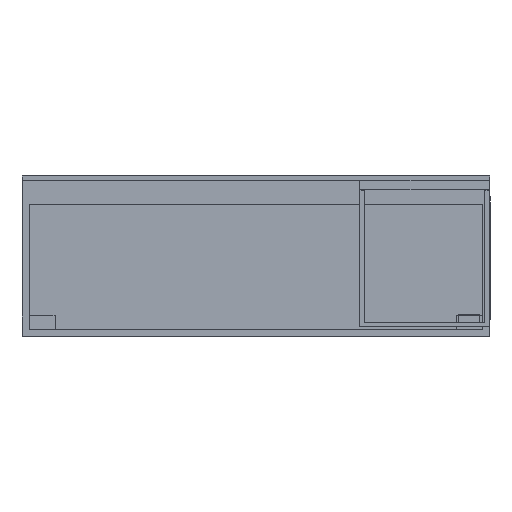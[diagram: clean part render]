
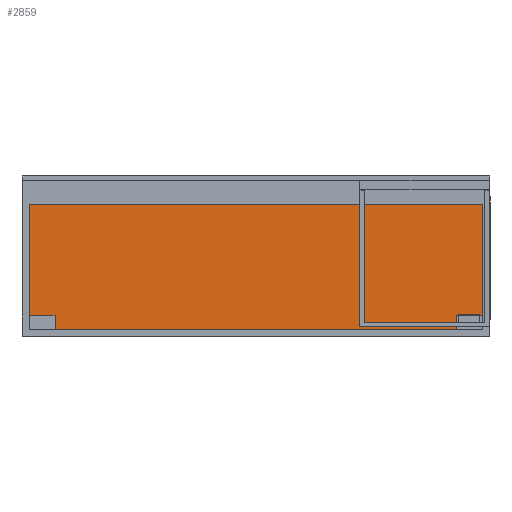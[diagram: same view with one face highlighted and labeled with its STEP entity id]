
A CAD part, front view. The second image highlights one B-rep face of the part: STEP entity #2859.
In plain terms, the highlighted planar face has unit normal (0, -1, 0).
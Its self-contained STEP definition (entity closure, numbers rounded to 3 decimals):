
#201 = LINE ( 'NONE', #7369, #4897 ) ;
#241 = CARTESIAN_POINT ( 'NONE',  ( -960., 0.8, -101. ) ) ;
#305 = ORIENTED_EDGE ( 'NONE', *, *, #1040, .T. ) ;
#628 = AXIS2_PLACEMENT_3D ( 'NONE', #4743, #2561, #8906 ) ;
#967 = EDGE_CURVE ( 'NONE', #7748, #6618, #7173, .T. ) ;
#1008 = DIRECTION ( 'NONE',  ( 0., 0., -1. ) ) ;
#1040 = EDGE_CURVE ( 'NONE', #8315, #3896, #11402, .T. ) ;
#1088 = ORIENTED_EDGE ( 'NONE', *, *, #967, .F. ) ;
#1141 = EDGE_LOOP ( 'NONE', ( #10282, #305, #7833, #1088, #11833, #12392, #1869, #12998 ) ) ;
#1445 = EDGE_CURVE ( 'NONE', #7564, #9915, #6255, .T. ) ;
#1568 = DIRECTION ( 'NONE',  ( 0., 0., 1. ) ) ;
#1772 = CARTESIAN_POINT ( 'NONE',  ( 960., 0.8, -630. ) ) ;
#1809 = VERTEX_POINT ( 'NONE', #8286 ) ;
#1869 = ORIENTED_EDGE ( 'NONE', *, *, #1445, .T. ) ;
#2089 = LINE ( 'NONE', #7286, #5028 ) ;
#2561 = DIRECTION ( 'NONE',  ( 0., 1., 0. ) ) ;
#2859 = ADVANCED_FACE ( 'NONE', ( #11974 ), #9720, .F. ) ;
#3005 = EDGE_CURVE ( 'NONE', #4531, #7564, #12312, .T. ) ;
#3466 = CARTESIAN_POINT ( 'NONE',  ( -850., 0.8, -630. ) ) ;
#3809 = CARTESIAN_POINT ( 'NONE',  ( 960., 0.8, -570. ) ) ;
#3896 = VERTEX_POINT ( 'NONE', #12596 ) ;
#4024 = EDGE_CURVE ( 'NONE', #8315, #1809, #6174, .T. ) ;
#4531 = VERTEX_POINT ( 'NONE', #5891 ) ;
#4719 = VECTOR ( 'NONE', #1008, 1000. ) ;
#4743 = CARTESIAN_POINT ( 'NONE',  ( 0., 0.8, 0. ) ) ;
#4897 = VECTOR ( 'NONE', #5243, 1000. ) ;
#5028 = VECTOR ( 'NONE', #8234, 1000. ) ;
#5181 = VECTOR ( 'NONE', #10303, 1000. ) ;
#5243 = DIRECTION ( 'NONE',  ( 0., 0., -1. ) ) ;
#5406 = EDGE_CURVE ( 'NONE', #7748, #4531, #7851, .T. ) ;
#5891 = CARTESIAN_POINT ( 'NONE',  ( 960., 0.8, -101. ) ) ;
#5940 = EDGE_CURVE ( 'NONE', #1809, #9915, #2089, .T. ) ;
#6033 = CARTESIAN_POINT ( 'NONE',  ( -850., 0.8, -630. ) ) ;
#6174 = LINE ( 'NONE', #6033, #13045 ) ;
#6255 = LINE ( 'NONE', #11388, #4719 ) ;
#6293 = VECTOR ( 'NONE', #11567, 1000. ) ;
#6618 = VERTEX_POINT ( 'NONE', #9764 ) ;
#7173 = LINE ( 'NONE', #3809, #5181 ) ;
#7286 = CARTESIAN_POINT ( 'NONE',  ( -960., 0.8, -570. ) ) ;
#7369 = CARTESIAN_POINT ( 'NONE',  ( 850., 0.8, -630. ) ) ;
#7564 = VERTEX_POINT ( 'NONE', #9768 ) ;
#7748 = VERTEX_POINT ( 'NONE', #12549 ) ;
#7833 = ORIENTED_EDGE ( 'NONE', *, *, #8167, .F. ) ;
#7851 = LINE ( 'NONE', #1772, #10927 ) ;
#8167 = EDGE_CURVE ( 'NONE', #6618, #3896, #201, .T. ) ;
#8234 = DIRECTION ( 'NONE',  ( -1., 0., 0. ) ) ;
#8286 = CARTESIAN_POINT ( 'NONE',  ( -850., 0.8, -570. ) ) ;
#8315 = VERTEX_POINT ( 'NONE', #3466 ) ;
#8906 = DIRECTION ( 'NONE',  ( 0., 0., 1. ) ) ;
#9542 = CARTESIAN_POINT ( 'NONE',  ( -960., 0.8, -630. ) ) ;
#9720 = PLANE ( 'NONE',  #628 ) ;
#9764 = CARTESIAN_POINT ( 'NONE',  ( 850., 0.8, -570. ) ) ;
#9768 = CARTESIAN_POINT ( 'NONE',  ( -960., 0.8, -101. ) ) ;
#9915 = VERTEX_POINT ( 'NONE', #10056 ) ;
#10056 = CARTESIAN_POINT ( 'NONE',  ( -960., 0.8, -570. ) ) ;
#10282 = ORIENTED_EDGE ( 'NONE', *, *, #4024, .F. ) ;
#10303 = DIRECTION ( 'NONE',  ( -1., 0., 0. ) ) ;
#10927 = VECTOR ( 'NONE', #1568, 1000. ) ;
#11388 = CARTESIAN_POINT ( 'NONE',  ( -960., 0.8, -630. ) ) ;
#11402 = LINE ( 'NONE', #9542, #11681 ) ;
#11433 = DIRECTION ( 'NONE',  ( 0., 0., 1. ) ) ;
#11567 = DIRECTION ( 'NONE',  ( -1., 0., 0. ) ) ;
#11681 = VECTOR ( 'NONE', #12683, 1000. ) ;
#11833 = ORIENTED_EDGE ( 'NONE', *, *, #5406, .T. ) ;
#11974 = FACE_OUTER_BOUND ( 'NONE', #1141, .T. ) ;
#12312 = LINE ( 'NONE', #241, #6293 ) ;
#12392 = ORIENTED_EDGE ( 'NONE', *, *, #3005, .T. ) ;
#12549 = CARTESIAN_POINT ( 'NONE',  ( 960., 0.8, -570. ) ) ;
#12596 = CARTESIAN_POINT ( 'NONE',  ( 850., 0.8, -630. ) ) ;
#12683 = DIRECTION ( 'NONE',  ( 1., 0., 0. ) ) ;
#12998 = ORIENTED_EDGE ( 'NONE', *, *, #5940, .F. ) ;
#13045 = VECTOR ( 'NONE', #11433, 1000. ) ;
